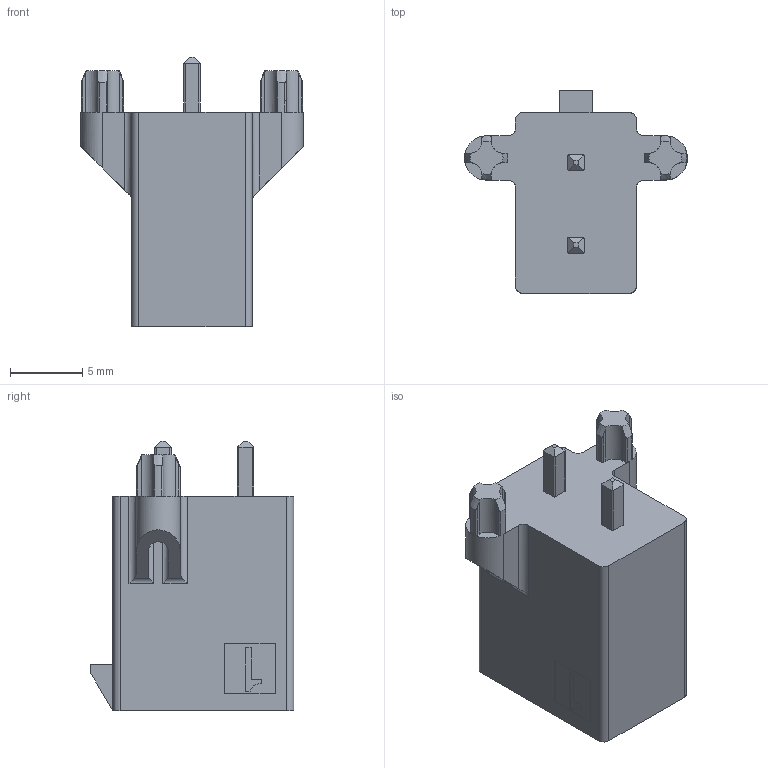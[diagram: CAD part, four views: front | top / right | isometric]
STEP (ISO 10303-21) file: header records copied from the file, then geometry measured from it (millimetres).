
FILE_DESCRIPTION((''),'2;1');
FILE_NAME('768290002','2017-08-22T',('ghp'),(''),'PRO/ENGINEER BY PARAMETRIC TECHNOLOGY CORPORATION, 2012310','PRO/ENGINEER BY PARAMETRIC TECHNOLOGY CORPORATION, 2012310','');
FILE_SCHEMA(('CONFIG_CONTROL_DESIGN'));
Length unit declared in the file: millimetre
Products named in the file (1): 768290002
Bounding box: 15.39 x 14.03 x 18.58 mm (x, y, z)
Volume: 1012.2 mm3; surface area: 1634.8 mm2
Topology: 1 solids, 1 shells, 236 faces, 691 edges, 465 vertices
Faces by surface type: plane 160, cylinder 68, cone 8
Entity records: 8074 total; most frequent: CARTESIAN_POINT 1858, ORIENTED_EDGE 1366, DIRECTION 1168, EDGE_CURVE 683, VECTOR 472, LINE 472, VERTEX_POINT 457, AXIS2_PLACEMENT_3D 348
